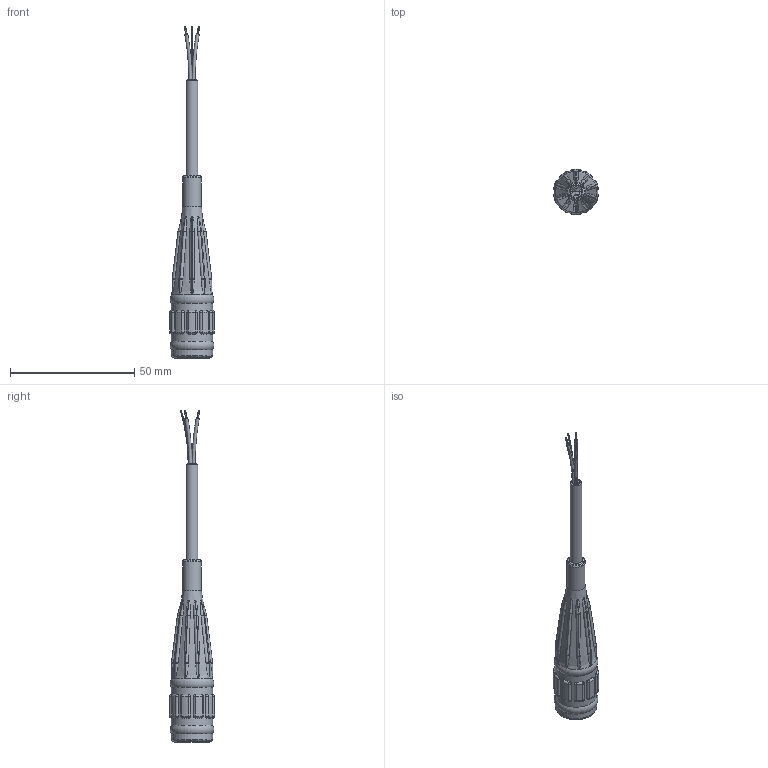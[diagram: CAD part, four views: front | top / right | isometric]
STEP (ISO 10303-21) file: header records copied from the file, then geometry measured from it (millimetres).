
FILE_DESCRIPTION(/* description */ (''),/* implementation_level */ '2;1');
FILE_NAME(/* name */ 'V4J.stp',/* time_stamp */ '2020-01-14T16:01:53-05:00',/* author */ ('lcup'),/* organization */ (''),/* preprocessor_version */ 'ST-DEVELOPER v18',/* originating_system */ 'Autodesk Inventor 2020',/* authorisation */ '');
FILE_SCHEMA (('AUTOMOTIVE_DESIGN { 1 0 10303 214 3 1 1 }'));
Length unit declared in the file: inch
Products named in the file (6): V4J; MSP10137; CBP10163; REF10048; CBP10994; CBP10270
Assembly tree (5 placements, depth 2):
  V4J
    MSP10137
    CBP10163
    REF10048
    CBP10994
    CBP10270
Bounding box: 18.03 x 18.24 x 133.74 mm (x, y, z)
Volume: 10667.6 mm3; surface area: 10454.7 mm2
Topology: 62 solids, 62 shells, 1106 faces, 2616 edges, 1649 vertices
Faces by surface type: plane 380, cylinder 335, torus 230, sphere 80, bspline 50, cone 31
Full cylindrical faces by diameter (mm): 0.125 x1, 0.127 x19, 3.124 x1, 3.251 x1, 4.064 x1, 4.826 x1, 5.08 x5, 7.112 x1, 7.62 x1, 9.423 x4, 11.684 x1, 11.717 x10, 11.974 x1, 12.119 x1, 12.265 x1, 12.41 x1, 12.555 x1, 12.7 x2, 12.845 x1, 12.99 x1, 13.135 x1, 13.208 x1, 13.281 x1, 13.426 x1, 13.462 x1, 13.571 x1, 13.97 x1, 16.637 x2
Entity records: 40214 total; most frequent: CARTESIAN_POINT 12695, DIRECTION 6193, ORIENTED_EDGE 5232, AXIS2_PLACEMENT_3D 2767, EDGE_CURVE 2616, CIRCLE 1658, VERTEX_POINT 1649, EDGE_LOOP 1205
